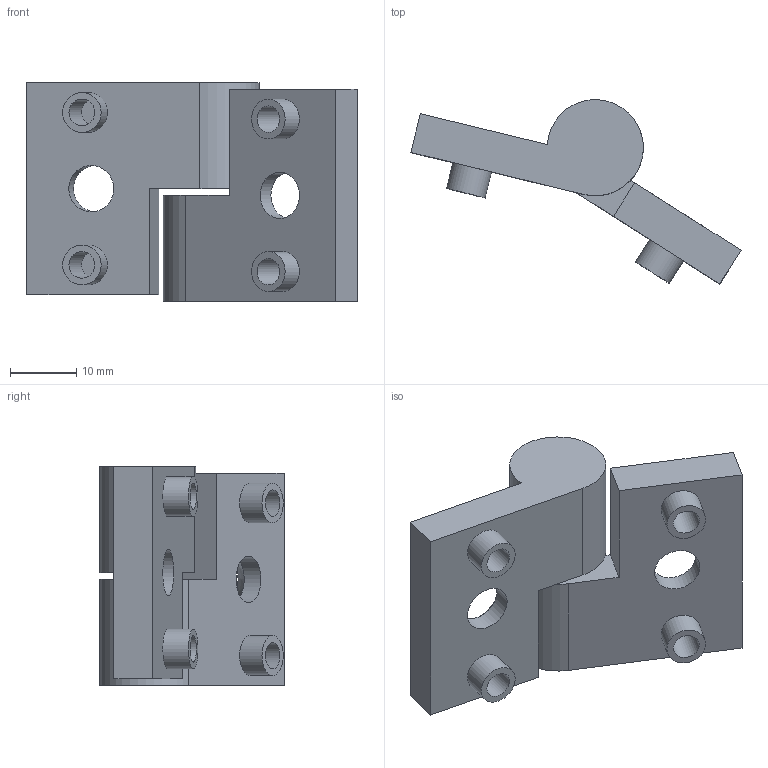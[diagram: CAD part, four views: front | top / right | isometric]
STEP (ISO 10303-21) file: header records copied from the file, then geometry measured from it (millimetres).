
FILE_DESCRIPTION(/* description */ (''),/* implementation_level */ '2;1');
FILE_NAME(/* name */ 'AH306.stp',/* time_stamp */ '2025-03-27T08:13:37+08:00',/* author */ ('1091212-1'),/* organization */ (''),/* preprocessor_version */ 'ST-DEVELOPER v15.6',/* originating_system */ 'Autodesk Inventor 2015',/* authorisation */ '');
FILE_SCHEMA (('AUTOMOTIVE_DESIGN { 1 0 10303 214 3 1 1 }'));
Length unit declared in the file: millimetre
Products named in the file (2): AH306
Bounding box: 49.8 x 27.78 x 33 mm (x, y, z)
Volume: 12390.5 mm3; surface area: 6351.8 mm2
Topology: 2 solids, 2 shells, 36 faces, 72 edges, 48 vertices
Faces by surface type: plane 22, cylinder 12, cone 2
Full cylindrical faces by diameter (mm): 4 x4, 6 x4, 7 x2
Entity records: 490 total; most frequent: DIRECTION 86, CARTESIAN_POINT 74, ORIENTED_EDGE 58, AXIS2_PLACEMENT_3D 35, EDGE_LOOP 30, EDGE_CURVE 29, VERTEX_POINT 23, FACE_OUTER_BOUND 18
